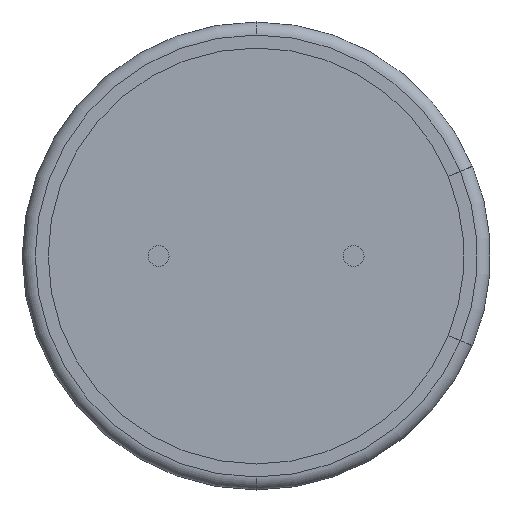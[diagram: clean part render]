
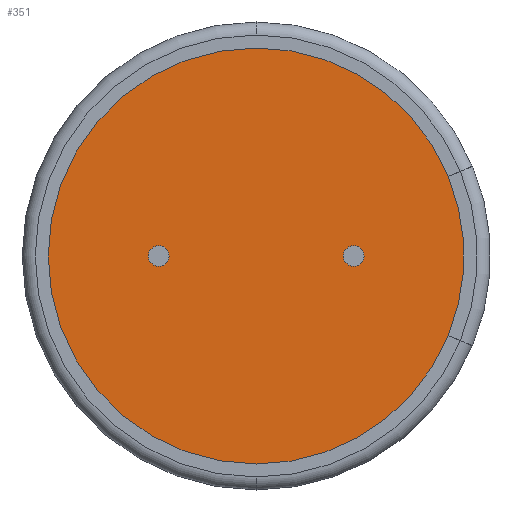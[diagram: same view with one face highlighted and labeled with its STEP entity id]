
A CAD part, front view. The second image highlights one B-rep face of the part: STEP entity #351.
In plain terms, the highlighted planar face has unit normal (0, -1, 0).
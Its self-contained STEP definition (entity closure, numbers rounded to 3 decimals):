
#13 = AXIS2_PLACEMENT_3D ( 'NONE', #96, #1476, #285 ) ;
#52 = DIRECTION ( 'NONE',  ( 0., 0., 1. ) ) ;
#58 = EDGE_CURVE ( 'NONE', #2210, #610, #1316, .T. ) ;
#65 = ORIENTED_EDGE ( 'NONE', *, *, #85, .T. ) ;
#72 = CIRCLE ( 'NONE', #659, 0.4 ) ;
#85 = EDGE_CURVE ( 'NONE', #1457, #569, #1771, .T. ) ;
#96 = CARTESIAN_POINT ( 'NONE',  ( -3.75, 0.3, 0. ) ) ;
#161 = CIRCLE ( 'NONE', #13, 0.4 ) ;
#178 = ORIENTED_EDGE ( 'NONE', *, *, #1043, .F. ) ;
#225 = CARTESIAN_POINT ( 'NONE',  ( 3.75, 0.3, -0.4 ) ) ;
#249 = EDGE_CURVE ( 'NONE', #1946, #1042, #1053, .T. ) ;
#285 = DIRECTION ( 'NONE',  ( 0., 0., -1. ) ) ;
#298 = ORIENTED_EDGE ( 'NONE', *, *, #1297, .T. ) ;
#321 = FACE_OUTER_BOUND ( 'NONE', #903, .T. ) ;
#326 = VECTOR ( 'NONE', #2480, 1000. ) ;
#351 = ADVANCED_FACE ( 'NONE', ( #321, #2340, #1829 ), #2423, .T. ) ;
#356 = ORIENTED_EDGE ( 'NONE', *, *, #249, .F. ) ;
#381 = CARTESIAN_POINT ( 'NONE',  ( -0.01, 0.3, 0. ) ) ;
#424 = DIRECTION ( 'NONE',  ( 0., -1., 0. ) ) ;
#474 = DIRECTION ( 'NONE',  ( 0., -1., 0. ) ) ;
#549 = AXIS2_PLACEMENT_3D ( 'NONE', #1058, #2439, #1259 ) ;
#551 = CARTESIAN_POINT ( 'NONE',  ( -3.75, 0.3, -0.4 ) ) ;
#568 = EDGE_CURVE ( 'NONE', #1709, #772, #161, .T. ) ;
#569 = VERTEX_POINT ( 'NONE', #2444 ) ;
#580 = DIRECTION ( 'NONE',  ( 0., 0., -1. ) ) ;
#610 = VERTEX_POINT ( 'NONE', #898 ) ;
#621 = DIRECTION ( 'NONE',  ( -0.924, 0., 0.383 ) ) ;
#659 = AXIS2_PLACEMENT_3D ( 'NONE', #2397, #1216, #52 ) ;
#683 = EDGE_LOOP ( 'NONE', ( #2383, #717 ) ) ;
#717 = ORIENTED_EDGE ( 'NONE', *, *, #1156, .F. ) ;
#756 = AXIS2_PLACEMENT_3D ( 'NONE', #1544, #1355, #1748 ) ;
#767 = DIRECTION ( 'NONE',  ( 0., -1., 0. ) ) ;
#772 = VERTEX_POINT ( 'NONE', #551 ) ;
#833 = DIRECTION ( 'NONE',  ( 0., -1., 0. ) ) ;
#850 = LINE ( 'NONE', #1901, #326 ) ;
#887 = CARTESIAN_POINT ( 'NONE',  ( -3.75, 0.3, 0.4 ) ) ;
#893 = AXIS2_PLACEMENT_3D ( 'NONE', #381, #767, #580 ) ;
#898 = CARTESIAN_POINT ( 'NONE',  ( 7.39, 0.3, -3.065 ) ) ;
#903 = EDGE_LOOP ( 'NONE', ( #2110, #298, #1347, #1102, #1134, #65 ) ) ;
#979 = AXIS2_PLACEMENT_3D ( 'NONE', #1017, #2395, #1214 ) ;
#991 = EDGE_CURVE ( 'NONE', #610, #1457, #1632, .T. ) ;
#1017 = CARTESIAN_POINT ( 'NONE',  ( 3.75, 0.3, 0. ) ) ;
#1028 = CARTESIAN_POINT ( 'NONE',  ( 3.75, 0.3, 0.4 ) ) ;
#1035 = AXIS2_PLACEMENT_3D ( 'NONE', #1602, #424, #1803 ) ;
#1042 = VERTEX_POINT ( 'NONE', #225 ) ;
#1043 = EDGE_CURVE ( 'NONE', #1042, #1946, #72, .T. ) ;
#1053 = CIRCLE ( 'NONE', #979, 0.4 ) ;
#1058 = CARTESIAN_POINT ( 'NONE',  ( 0., 0.3, 0. ) ) ;
#1102 = ORIENTED_EDGE ( 'NONE', *, *, #58, .T. ) ;
#1112 = VECTOR ( 'NONE', #621, 1000. ) ;
#1134 = ORIENTED_EDGE ( 'NONE', *, *, #991, .T. ) ;
#1156 = EDGE_CURVE ( 'NONE', #772, #1709, #1838, .T. ) ;
#1200 = CARTESIAN_POINT ( 'NONE',  ( 0., 0.3, 8. ) ) ;
#1214 = DIRECTION ( 'NONE',  ( 0., 0., 1. ) ) ;
#1216 = DIRECTION ( 'NONE',  ( 0., -1., 0. ) ) ;
#1259 = DIRECTION ( 'NONE',  ( 0., 0., -1. ) ) ;
#1297 = EDGE_CURVE ( 'NONE', #2389, #1545, #1774, .T. ) ;
#1316 = CIRCLE ( 'NONE', #756, 8. ) ;
#1347 = ORIENTED_EDGE ( 'NONE', *, *, #1546, .T. ) ;
#1355 = DIRECTION ( 'NONE',  ( 0., -1., 0. ) ) ;
#1396 = AXIS2_PLACEMENT_3D ( 'NONE', #2004, #833, #2196 ) ;
#1403 = CARTESIAN_POINT ( 'NONE',  ( -0.001, 0.3, -0.004 ) ) ;
#1405 = EDGE_CURVE ( 'NONE', #2389, #569, #850, .T. ) ;
#1457 = VERTEX_POINT ( 'NONE', #1913 ) ;
#1476 = DIRECTION ( 'NONE',  ( 0., -1., 0. ) ) ;
#1544 = CARTESIAN_POINT ( 'NONE',  ( 0., 0.3, 0. ) ) ;
#1545 = VERTEX_POINT ( 'NONE', #1200 ) ;
#1546 = EDGE_CURVE ( 'NONE', #1545, #2210, #1875, .T. ) ;
#1602 = CARTESIAN_POINT ( 'NONE',  ( 0., 0.3, 0. ) ) ;
#1632 = LINE ( 'NONE', #1403, #1112 ) ;
#1649 = CARTESIAN_POINT ( 'NONE',  ( 0., 0.3, 0. ) ) ;
#1709 = VERTEX_POINT ( 'NONE', #887 ) ;
#1748 = DIRECTION ( 'NONE',  ( 0., 0., -1. ) ) ;
#1771 = CIRCLE ( 'NONE', #893, 8. ) ;
#1774 = CIRCLE ( 'NONE', #2318, 8. ) ;
#1803 = DIRECTION ( 'NONE',  ( 0., 0., -1. ) ) ;
#1829 = FACE_BOUND ( 'NONE', #683, .T. ) ;
#1838 = CIRCLE ( 'NONE', #1396, 0.4 ) ;
#1853 = DIRECTION ( 'NONE',  ( 0., 0., -1. ) ) ;
#1875 = CIRCLE ( 'NONE', #1035, 8. ) ;
#1901 = CARTESIAN_POINT ( 'NONE',  ( -0.001, 0.3, 0.004 ) ) ;
#1913 = CARTESIAN_POINT ( 'NONE',  ( 7.381, 0.3, -3.061 ) ) ;
#1924 = CARTESIAN_POINT ( 'NONE',  ( 7.39, 0.3, 3.065 ) ) ;
#1946 = VERTEX_POINT ( 'NONE', #1028 ) ;
#2004 = CARTESIAN_POINT ( 'NONE',  ( -3.75, 0.3, 0. ) ) ;
#2110 = ORIENTED_EDGE ( 'NONE', *, *, #1405, .F. ) ;
#2196 = DIRECTION ( 'NONE',  ( 0., 0., -1. ) ) ;
#2210 = VERTEX_POINT ( 'NONE', #2228 ) ;
#2228 = CARTESIAN_POINT ( 'NONE',  ( 0., 0.3, -8. ) ) ;
#2318 = AXIS2_PLACEMENT_3D ( 'NONE', #1649, #474, #1853 ) ;
#2340 = FACE_BOUND ( 'NONE', #2464, .T. ) ;
#2383 = ORIENTED_EDGE ( 'NONE', *, *, #568, .F. ) ;
#2389 = VERTEX_POINT ( 'NONE', #1924 ) ;
#2395 = DIRECTION ( 'NONE',  ( 0., -1., 0. ) ) ;
#2397 = CARTESIAN_POINT ( 'NONE',  ( 3.75, 0.3, 0. ) ) ;
#2423 = PLANE ( 'NONE',  #549 ) ;
#2439 = DIRECTION ( 'NONE',  ( 0., -1., 0. ) ) ;
#2444 = CARTESIAN_POINT ( 'NONE',  ( 7.381, 0.3, 3.061 ) ) ;
#2464 = EDGE_LOOP ( 'NONE', ( #356, #178 ) ) ;
#2480 = DIRECTION ( 'NONE',  ( -0.924, 0., -0.383 ) ) ;
